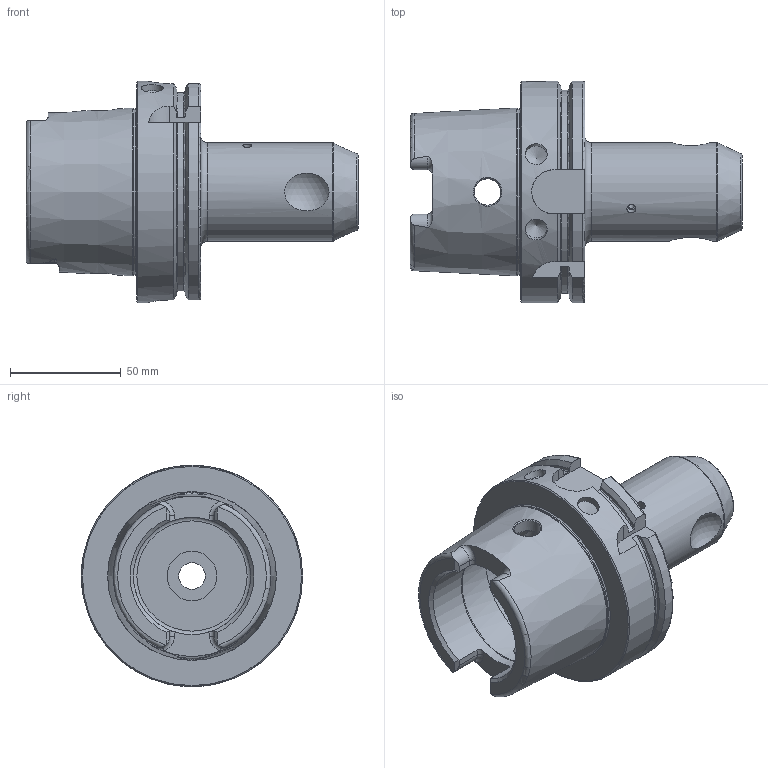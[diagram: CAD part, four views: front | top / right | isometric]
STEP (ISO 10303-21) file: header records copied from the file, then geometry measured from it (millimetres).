
FILE_DESCRIPTION(/* description */ (''),/* implementation_level */ '2;1');
FILE_NAME(/* name */ 'AR030C.stp',/* time_stamp */ '2021-02-26T11:00:22+09:00',/* author */ ('eos'),/* organization */ (''),/* preprocessor_version */ 'ST-DEVELOPER v18.1',/* originating_system */ 'Autodesk Inventor 2020',/* authorisation */ '');
FILE_SCHEMA (('AUTOMOTIVE_DESIGN { 1 0 10303 214 3 1 1 }'));
Length unit declared in the file: millimetre
Products named in the file (1): HSK100A-발란스
Bounding box: 150 x 100 x 100 mm (x, y, z)
Volume: 337097.2 mm3; surface area: 64125.5 mm2
Topology: 1 solids, 1 shells, 134 faces, 416 edges, 287 vertices
Faces by surface type: cylinder 42, plane 42, torus 27, cone 20, bspline 2, sphere 1
Full cylindrical faces by diameter (mm): 2.459 x2, 3 x2, 4 x1, 10 x3, 12 x3, 14.351 x1, 19.05 x1, 20.25 x1, 22.376 x1, 25 x1, 44.45 x1, 53 x2, 63 x1, 75.415 x1, 100 x1
Entity records: 5921 total; most frequent: CARTESIAN_POINT 2146, ORIENTED_EDGE 830, DIRECTION 774, EDGE_CURVE 415, AXIS2_PLACEMENT_3D 325, VERTEX_POINT 289, CIRCLE 185, EDGE_LOOP 154
